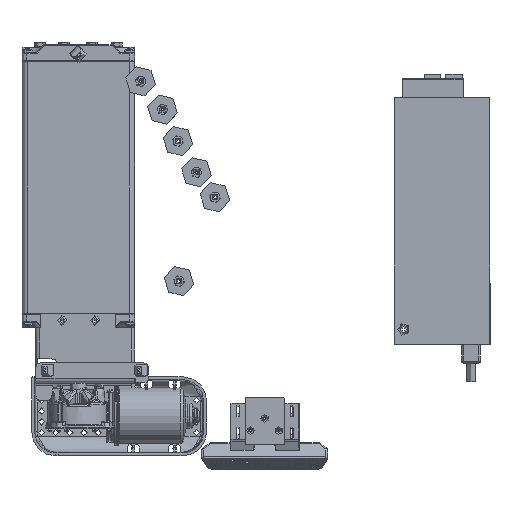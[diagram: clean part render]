
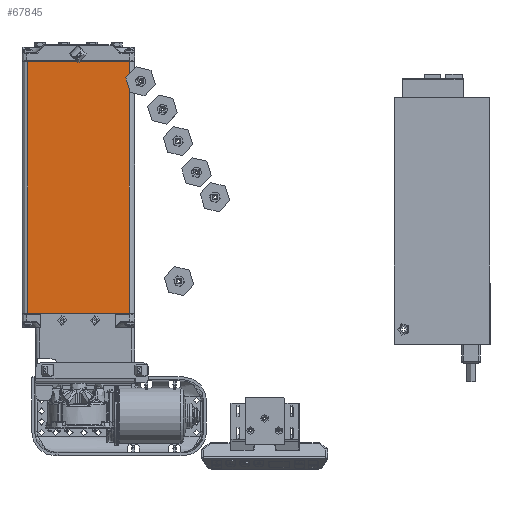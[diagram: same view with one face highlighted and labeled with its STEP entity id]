
A CAD part, top view. The second image highlights one B-rep face of the part: STEP entity #67845.
In plain terms, the highlighted planar face has unit normal (0, 0, 1).
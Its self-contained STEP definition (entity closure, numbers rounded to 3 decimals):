
#12488=FACE_OUTER_BOUND('',#16641,.T.);
#16641=EDGE_LOOP('',(#46135,#46136,#46137,#46138));
#21154=LINE('',#99035,#25312);
#21155=LINE('',#99037,#25313);
#21156=LINE('',#99039,#25314);
#21157=LINE('',#99040,#25315);
#25312=VECTOR('',#80139,267.5);
#25313=VECTOR('',#80140,108.);
#25314=VECTOR('',#80141,267.5);
#25315=VECTOR('',#80142,108.);
#29470=VERTEX_POINT('',#99033);
#29471=VERTEX_POINT('',#99034);
#29472=VERTEX_POINT('',#99036);
#29473=VERTEX_POINT('',#99038);
#35830=EDGE_CURVE('',#29470,#29471,#21154,.F.);
#35831=EDGE_CURVE('',#29471,#29472,#21155,.T.);
#35832=EDGE_CURVE('',#29472,#29473,#21156,.T.);
#35833=EDGE_CURVE('',#29473,#29470,#21157,.F.);
#46135=ORIENTED_EDGE('',*,*,#35830,.T.);
#46136=ORIENTED_EDGE('',*,*,#35831,.T.);
#46137=ORIENTED_EDGE('',*,*,#35832,.T.);
#46138=ORIENTED_EDGE('',*,*,#35833,.T.);
#66745=PLANE('',#72764);
#67845=ADVANCED_FACE('',(#12488),#66745,.T.);
#72764=AXIS2_PLACEMENT_3D('',#99032,#80137,#80138);
#80137=DIRECTION('center_axis',(0.,0.,1.));
#80138=DIRECTION('ref_axis',(1.,0.,0.));
#80139=DIRECTION('',(0.,-1.,0.));
#80140=DIRECTION('',(-1.,0.,0.));
#80141=DIRECTION('',(0.,-1.,0.));
#80142=DIRECTION('',(-1.,0.,0.));
#99032=CARTESIAN_POINT('Origin',(60.,268.5,30.));
#99033=CARTESIAN_POINT('',(54.,0.5,30.));
#99034=CARTESIAN_POINT('',(54.,268.,30.));
#99035=CARTESIAN_POINT('',(54.,268.,30.));
#99036=CARTESIAN_POINT('',(-54.,268.,30.));
#99037=CARTESIAN_POINT('',(54.,268.,30.));
#99038=CARTESIAN_POINT('',(-54.,0.5,30.));
#99039=CARTESIAN_POINT('',(-54.,268.,30.));
#99040=CARTESIAN_POINT('',(54.,0.5,30.));
